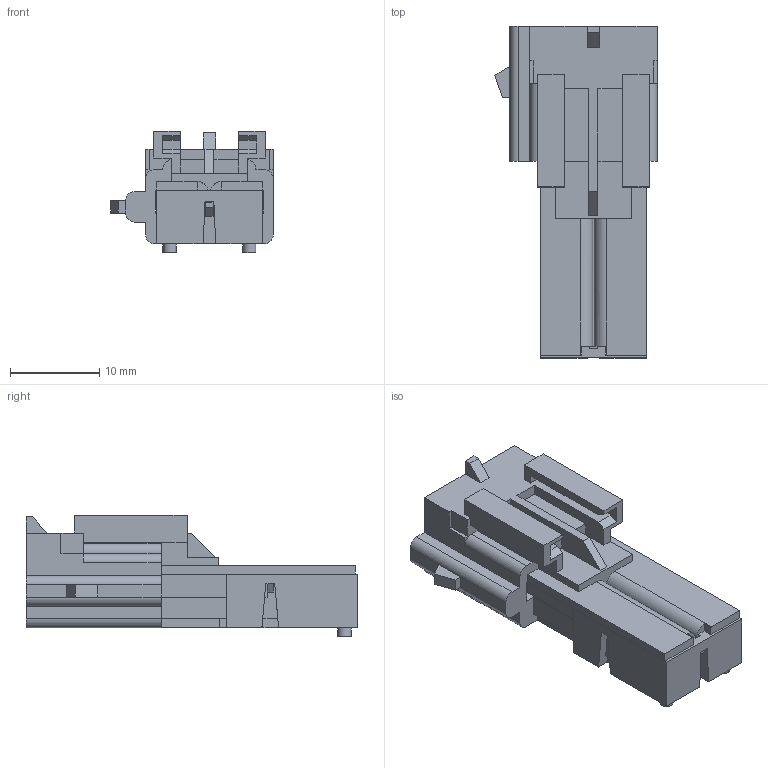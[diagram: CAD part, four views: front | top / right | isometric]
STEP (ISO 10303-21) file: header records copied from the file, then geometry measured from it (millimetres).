
FILE_DESCRIPTION(/* description */ (''),/* implementation_level */ '2;1');
FILE_NAME(/* name */ '10763101-ENV10_01-CONN.stp',/* time_stamp */ '2023-06-21T09:26:19+08:00',/* author */ (''),/* organization */ (''),/* preprocessor_version */ 'ST-DEVELOPER v16',/* originating_system */ 'SIEMENS PLM Software NX 11.0',/* authorisation */ '');
FILE_SCHEMA (('AUTOMOTIVE_DESIGN { 1 0 10303 214 3 1 1 1 }'));
Length unit declared in the file: millimetre
Products named in the file (1): 10763101-ENV10_01-CONN
Bounding box: 18.15 x 37.1 x 13.6 mm (x, y, z)
Volume: 2950.8 mm3; surface area: 3225.5 mm2
Topology: 1 solids, 1 shells, 253 faces, 736 edges, 483 vertices
Faces by surface type: plane 217, cylinder 27, bspline 9
Full cylindrical faces by diameter (mm): 1.5 x2
Entity records: 8700 total; most frequent: CARTESIAN_POINT 2030, ORIENTED_EDGE 1464, DIRECTION 1253, EDGE_CURVE 732, LINE 659, VECTOR 659, VERTEX_POINT 481, AXIS2_PLACEMENT_3D 297
